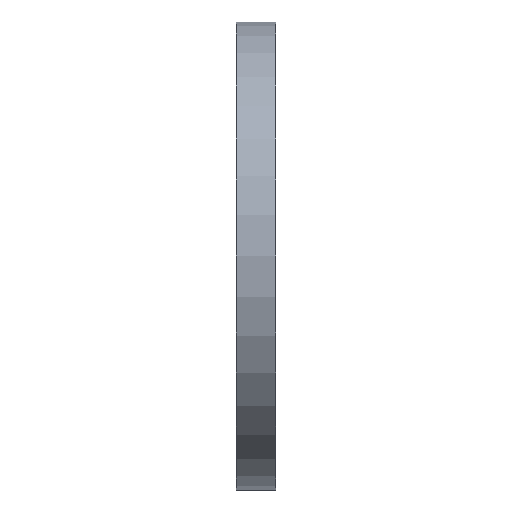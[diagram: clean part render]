
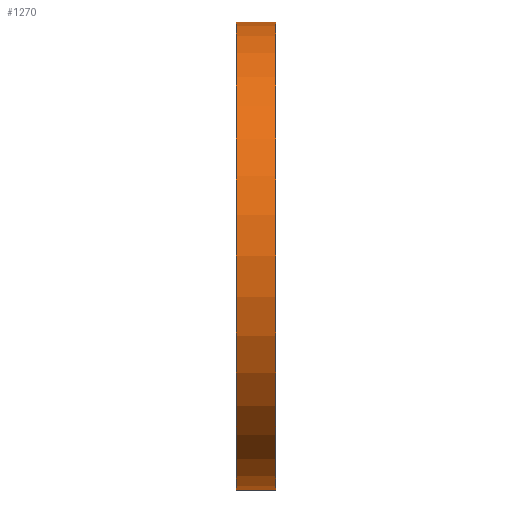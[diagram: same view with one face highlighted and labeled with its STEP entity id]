
A CAD part, front view. The second image highlights one B-rep face of the part: STEP entity #1270.
In plain terms, the highlighted cylindrical face has radius 292.1 mm (diameter 584.2 mm), a partial arc.
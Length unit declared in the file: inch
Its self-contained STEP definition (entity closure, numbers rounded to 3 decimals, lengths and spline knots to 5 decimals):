
#52 = VECTOR ( 'NONE', #1014, 39.37008 ) ;
#68 = FACE_OUTER_BOUND ( 'NONE', #706, .T. ) ;
#71 = DIRECTION ( 'NONE',  ( -1., 0., 0. ) ) ;
#72 = ORIENTED_EDGE ( 'NONE', *, *, #1063, .T. ) ;
#87 = CIRCLE ( 'NONE', #590, 11.5 ) ;
#90 = LINE ( 'NONE', #1306, #113 ) ;
#113 = VECTOR ( 'NONE', #71, 39.37008 ) ;
#124 = CARTESIAN_POINT ( 'NONE',  ( 0., 0., 11.5 ) ) ;
#223 = DIRECTION ( 'NONE',  ( 0., 0., 1. ) ) ;
#248 = CARTESIAN_POINT ( 'NONE',  ( 2., 0., 0. ) ) ;
#254 = LINE ( 'NONE', #124, #52 ) ;
#264 = CARTESIAN_POINT ( 'NONE',  ( 2., 0., -11.5 ) ) ;
#265 = AXIS2_PLACEMENT_3D ( 'NONE', #798, #299, #1187 ) ;
#299 = DIRECTION ( 'NONE',  ( -1., 0., 0. ) ) ;
#402 = ORIENTED_EDGE ( 'NONE', *, *, #1016, .T. ) ;
#403 = VERTEX_POINT ( 'NONE', #264 ) ;
#572 = CYLINDRICAL_SURFACE ( 'NONE', #747, 11.5 ) ;
#590 = AXIS2_PLACEMENT_3D ( 'NONE', #248, #882, #1532 ) ;
#616 = ORIENTED_EDGE ( 'NONE', *, *, #1477, .F. ) ;
#706 = EDGE_LOOP ( 'NONE', ( #616, #72, #402, #1548 ) ) ;
#747 = AXIS2_PLACEMENT_3D ( 'NONE', #833, #1074, #223 ) ;
#790 = VERTEX_POINT ( 'NONE', #1418 ) ;
#798 = CARTESIAN_POINT ( 'NONE',  ( 0.0625, 0., 0. ) ) ;
#833 = CARTESIAN_POINT ( 'NONE',  ( 0., 0., 0. ) ) ;
#882 = DIRECTION ( 'NONE',  ( -1., 0., 0. ) ) ;
#994 = VERTEX_POINT ( 'NONE', #1380 ) ;
#1014 = DIRECTION ( 'NONE',  ( -1., 0., 0. ) ) ;
#1016 = EDGE_CURVE ( 'NONE', #1519, #994, #254, .T. ) ;
#1058 = CARTESIAN_POINT ( 'NONE',  ( 2., 0., 11.5 ) ) ;
#1063 = EDGE_CURVE ( 'NONE', #403, #1519, #87, .T. ) ;
#1074 = DIRECTION ( 'NONE',  ( -1., 0., 0. ) ) ;
#1187 = DIRECTION ( 'NONE',  ( 0., 0., 1. ) ) ;
#1270 = ADVANCED_FACE ( 'NONE', ( #68 ), #572, .T. ) ;
#1306 = CARTESIAN_POINT ( 'NONE',  ( 0., 0., -11.5 ) ) ;
#1380 = CARTESIAN_POINT ( 'NONE',  ( 0.0625, 0., 11.5 ) ) ;
#1418 = CARTESIAN_POINT ( 'NONE',  ( 0.0625, 0., -11.5 ) ) ;
#1477 = EDGE_CURVE ( 'NONE', #403, #790, #90, .T. ) ;
#1519 = VERTEX_POINT ( 'NONE', #1058 ) ;
#1532 = DIRECTION ( 'NONE',  ( 0., 0., 1. ) ) ;
#1537 = CIRCLE ( 'NONE', #265, 11.5 ) ;
#1542 = EDGE_CURVE ( 'NONE', #790, #994, #1537, .T. ) ;
#1548 = ORIENTED_EDGE ( 'NONE', *, *, #1542, .F. ) ;
